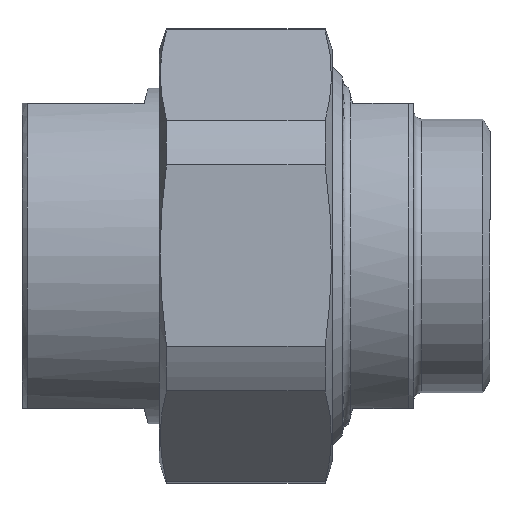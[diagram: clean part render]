
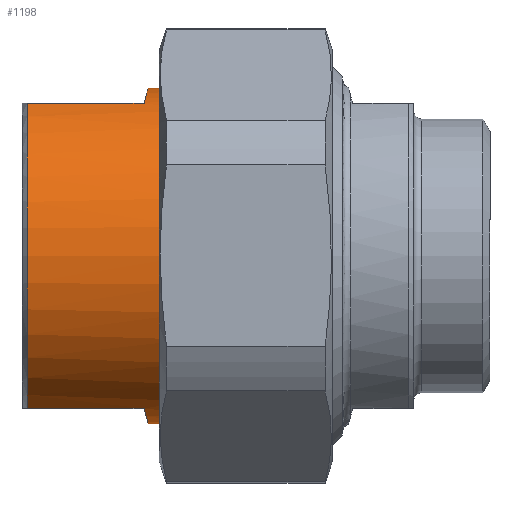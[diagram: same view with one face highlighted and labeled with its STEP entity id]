
A CAD part, top view. The second image highlights one B-rep face of the part: STEP entity #1198.
In plain terms, the highlighted cylindrical face has radius 16.5 mm (diameter 33 mm), a full revolution.
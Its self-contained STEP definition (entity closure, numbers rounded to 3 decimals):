
#27=ELLIPSE('',#1405,17.082,16.5);
#28=ELLIPSE('',#1408,17.082,16.5);
#125=CYLINDRICAL_SURFACE('',#1425,16.5);
#188=FACE_OUTER_BOUND('',#270,.T.);
#270=EDGE_LOOP('',(#1055,#1056,#1057,#1058,#1059,#1060,#1061,#1062,#1063,
#1064,#1065,#1066,#1067));
#321=LINE('',#2183,#374);
#323=LINE('',#2187,#376);
#325=LINE('',#2202,#378);
#327=LINE('',#2206,#380);
#329=LINE('',#2237,#382);
#374=VECTOR('',#1742,10.);
#376=VECTOR('',#1744,10.);
#378=VECTOR('',#1752,10.);
#380=VECTOR('',#1754,10.);
#382=VECTOR('',#1794,16.5);
#457=CIRCLE('',#1414,16.5);
#458=CIRCLE('',#1416,16.5);
#459=CIRCLE('',#1417,16.5);
#460=CIRCLE('',#1419,16.5);
#463=CIRCLE('',#1422,16.5);
#563=VERTEX_POINT('',#2177);
#565=VERTEX_POINT('',#2182);
#566=VERTEX_POINT('',#2184);
#567=VERTEX_POINT('',#2186);
#569=VERTEX_POINT('',#2196);
#571=VERTEX_POINT('',#2201);
#572=VERTEX_POINT('',#2203);
#573=VERTEX_POINT('',#2205);
#576=VERTEX_POINT('',#2222);
#577=VERTEX_POINT('',#2226);
#578=VERTEX_POINT('',#2227);
#721=EDGE_CURVE('',#565,#563,#321,.T.);
#723=EDGE_CURVE('',#567,#566,#323,.T.);
#726=EDGE_CURVE('',#566,#565,#27,.T.);
#728=EDGE_CURVE('',#571,#569,#325,.T.);
#730=EDGE_CURVE('',#573,#572,#327,.T.);
#733=EDGE_CURVE('',#572,#571,#28,.T.);
#737=EDGE_CURVE('',#567,#569,#457,.T.);
#738=EDGE_CURVE('',#573,#576,#458,.T.);
#739=EDGE_CURVE('',#576,#563,#459,.T.);
#740=EDGE_CURVE('',#577,#578,#460,.T.);
#743=EDGE_CURVE('',#578,#577,#463,.T.);
#745=EDGE_CURVE('',#577,#576,#329,.T.);
#1055=ORIENTED_EDGE('',*,*,#740,.F.);
#1056=ORIENTED_EDGE('',*,*,#745,.T.);
#1057=ORIENTED_EDGE('',*,*,#738,.F.);
#1058=ORIENTED_EDGE('',*,*,#730,.T.);
#1059=ORIENTED_EDGE('',*,*,#733,.T.);
#1060=ORIENTED_EDGE('',*,*,#728,.T.);
#1061=ORIENTED_EDGE('',*,*,#737,.F.);
#1062=ORIENTED_EDGE('',*,*,#723,.T.);
#1063=ORIENTED_EDGE('',*,*,#726,.T.);
#1064=ORIENTED_EDGE('',*,*,#721,.T.);
#1065=ORIENTED_EDGE('',*,*,#739,.F.);
#1066=ORIENTED_EDGE('',*,*,#745,.F.);
#1067=ORIENTED_EDGE('',*,*,#743,.F.);
#1198=ADVANCED_FACE('',(#188),#125,.T.);
#1405=AXIS2_PLACEMENT_3D('',#2194,#1748,#1749);
#1408=AXIS2_PLACEMENT_3D('',#2213,#1758,#1759);
#1414=AXIS2_PLACEMENT_3D('',#2220,#1770,#1771);
#1416=AXIS2_PLACEMENT_3D('',#2223,#1774,#1775);
#1417=AXIS2_PLACEMENT_3D('',#2224,#1776,#1777);
#1419=AXIS2_PLACEMENT_3D('',#2228,#1780,#1781);
#1422=AXIS2_PLACEMENT_3D('',#2232,#1786,#1787);
#1425=AXIS2_PLACEMENT_3D('',#2236,#1792,#1793);
#1742=DIRECTION('',(-1.,0.,0.));
#1744=DIRECTION('',(1.,0.,0.));
#1748=DIRECTION('center_axis',(0.966,0.,
-0.259));
#1749=DIRECTION('ref_axis',(0.259,0.,0.966));
#1752=DIRECTION('',(-1.,0.,0.));
#1754=DIRECTION('',(1.,0.,0.));
#1758=DIRECTION('center_axis',(0.966,0.,0.259));
#1759=DIRECTION('ref_axis',(-0.259,0.,0.966));
#1770=DIRECTION('center_axis',(-1.,0.,0.));
#1771=DIRECTION('ref_axis',(0.,-1.,0.));
#1774=DIRECTION('center_axis',(-1.,0.,0.));
#1775=DIRECTION('ref_axis',(0.,-1.,0.));
#1776=DIRECTION('center_axis',(-1.,0.,0.));
#1777=DIRECTION('ref_axis',(0.,-1.,0.));
#1780=DIRECTION('center_axis',(1.,0.,0.));
#1781=DIRECTION('ref_axis',(0.,-1.,0.));
#1786=DIRECTION('center_axis',(1.,0.,0.));
#1787=DIRECTION('ref_axis',(0.,-1.,0.));
#1792=DIRECTION('center_axis',(1.,0.,0.));
#1793=DIRECTION('ref_axis',(0.,1.,0.));
#1794=DIRECTION('',(-1.,0.,0.));
#2177=CARTESIAN_POINT('',(-24.5,-6.874,15.));
#2182=CARTESIAN_POINT('',(-13.,-6.874,15.));
#2183=CARTESIAN_POINT('',(-16.5,-6.874,15.));
#2184=CARTESIAN_POINT('',(-13.,6.874,15.));
#2186=CARTESIAN_POINT('',(-24.5,6.874,15.));
#2187=CARTESIAN_POINT('',(-16.5,6.874,15.));
#2194=CARTESIAN_POINT('Origin',(-17.019,0.,0.));
#2196=CARTESIAN_POINT('',(-24.5,6.874,-15.));
#2201=CARTESIAN_POINT('',(-13.,6.874,-15.));
#2202=CARTESIAN_POINT('',(-16.5,6.874,-15.));
#2203=CARTESIAN_POINT('',(-13.,-6.874,-15.));
#2205=CARTESIAN_POINT('',(-24.5,-6.874,-15.));
#2206=CARTESIAN_POINT('',(-16.5,-6.874,-15.));
#2213=CARTESIAN_POINT('Origin',(-17.019,0.,0.));
#2220=CARTESIAN_POINT('Origin',(-24.5,0.,0.));
#2222=CARTESIAN_POINT('',(-24.5,-16.5,0.));
#2223=CARTESIAN_POINT('Origin',(-24.5,0.,0.));
#2224=CARTESIAN_POINT('Origin',(-24.5,0.,0.));
#2226=CARTESIAN_POINT('',(-8.4,-16.5,0.));
#2227=CARTESIAN_POINT('',(-8.4,0.,16.5));
#2228=CARTESIAN_POINT('Origin',(-8.4,0.,0.));
#2232=CARTESIAN_POINT('Origin',(-8.4,0.,0.));
#2236=CARTESIAN_POINT('Origin',(-16.5,0.,0.));
#2237=CARTESIAN_POINT('',(-16.5,-16.5,0.));
